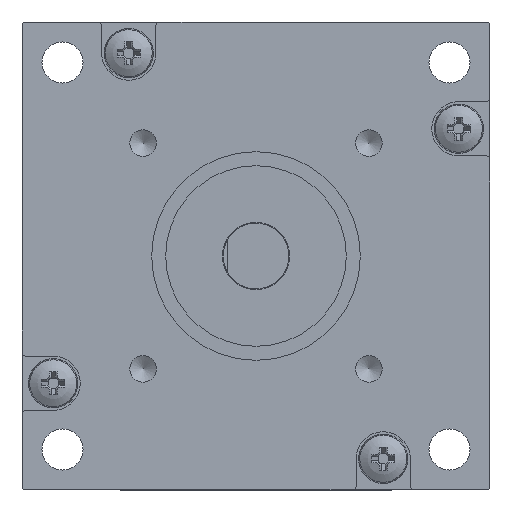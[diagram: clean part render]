
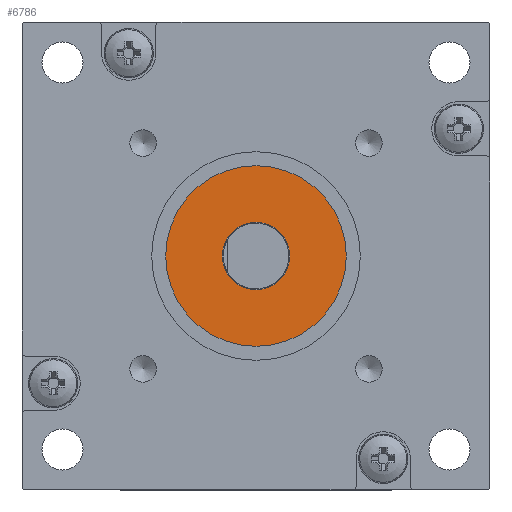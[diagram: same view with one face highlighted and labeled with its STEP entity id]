
A CAD part, front view. The second image highlights one B-rep face of the part: STEP entity #6786.
In plain terms, the highlighted planar face has unit normal (0, -1, 0).
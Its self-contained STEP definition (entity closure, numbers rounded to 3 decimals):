
#1182=PLANE('',#7340);
#1379=FACE_BOUND('',#1998,.T.);
#1549=FACE_OUTER_BOUND('',#1997,.T.);
#1997=EDGE_LOOP('',(#4931));
#1998=EDGE_LOOP('',(#4932));
#2505=CIRCLE('',#7336,4.1);
#2506=CIRCLE('',#7338,11.);
#2990=VERTEX_POINT('',#10656);
#2991=VERTEX_POINT('',#10659);
#3741=EDGE_CURVE('',#2990,#2990,#2505,.T.);
#3742=EDGE_CURVE('',#2991,#2991,#2506,.T.);
#4931=ORIENTED_EDGE('',*,*,#3742,.F.);
#4932=ORIENTED_EDGE('',*,*,#3741,.T.);
#6786=ADVANCED_FACE('',(#1549,#1379),#1182,.F.);
#7336=AXIS2_PLACEMENT_3D('',#10657,#8534,#8535);
#7338=AXIS2_PLACEMENT_3D('',#10660,#8538,#8539);
#7340=AXIS2_PLACEMENT_3D('',#10663,#8542,#8543);
#8534=DIRECTION('center_axis',(0.,1.,0.));
#8535=DIRECTION('ref_axis',(-1.,0.,0.));
#8538=DIRECTION('center_axis',(0.,1.,0.));
#8539=DIRECTION('ref_axis',(-1.,0.,0.));
#8542=DIRECTION('center_axis',(0.,1.,0.));
#8543=DIRECTION('ref_axis',(0.,0.,1.));
#10656=CARTESIAN_POINT('',(117.232,42.495,119.078));
#10657=CARTESIAN_POINT('Origin',(113.132,42.495,119.078));
#10659=CARTESIAN_POINT('',(124.132,42.495,119.078));
#10660=CARTESIAN_POINT('Origin',(113.132,42.495,119.078));
#10663=CARTESIAN_POINT('Origin',(113.132,42.495,119.078));
